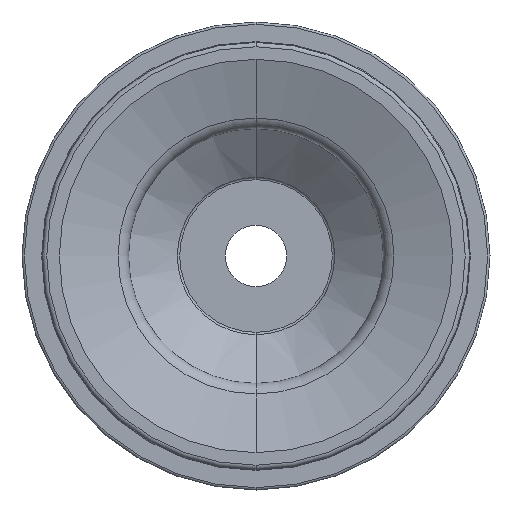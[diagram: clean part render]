
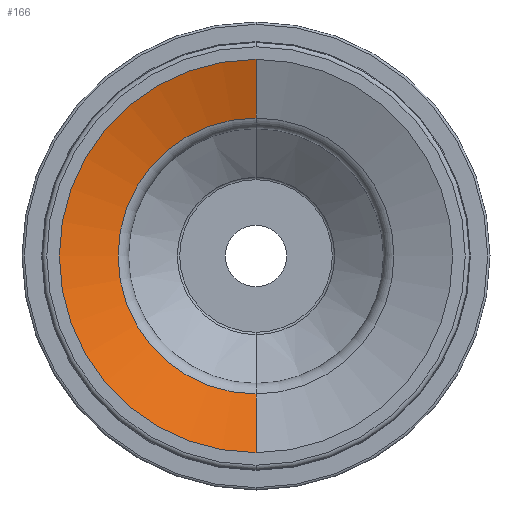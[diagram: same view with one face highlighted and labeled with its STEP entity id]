
A CAD part, front view. The second image highlights one B-rep face of the part: STEP entity #166.
In plain terms, the highlighted conical face has half-angle 70.703 degrees and reference radius 25 mm.
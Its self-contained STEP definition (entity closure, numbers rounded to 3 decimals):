
#166=ADVANCED_FACE('',(#412),#413,.F.);
#412=FACE_OUTER_BOUND('',#742,.T.);
#413=CONICAL_SURFACE('',#743,25.0,1.234);
#742=EDGE_LOOP('',(#4919,#4920,#4921,#4922));
#743=AXIS2_PLACEMENT_3D('',#4923,#4924,#4925);
#4919=ORIENTED_EDGE('',*,*,#5568,.T.);
#4920=ORIENTED_EDGE('',*,*,#5662,.T.);
#4921=ORIENTED_EDGE('',*,*,#5663,.F.);
#4922=ORIENTED_EDGE('',*,*,#5664,.F.);
#4923=CARTESIAN_POINT('',(0.0,-36.5,0.0));
#4924=DIRECTION('',(0.0,-1.0,-0.0));
#4925=DIRECTION('',(0.0,0.0,-1.0));
#5568=EDGE_CURVE('',#5915,#5919,#5921,.T.);
#5662=EDGE_CURVE('',#5919,#6074,#6075,.T.);
#5663=EDGE_CURVE('',#6076,#6074,#6077,.T.);
#5664=EDGE_CURVE('',#5915,#6076,#6078,.T.);
#5915=VERTEX_POINT('',#6408);
#5919=VERTEX_POINT('',#6412);
#5921=CIRCLE('',#6414,17.539);
#6074=VERTEX_POINT('',#6618);
#6075=LINE('',#6619,#6620);
#6076=VERTEX_POINT('',#6621);
#6077=CIRCLE('',#6622,25.0);
#6078=LINE('',#6623,#6624);
#6408=CARTESIAN_POINT('',(0.,-33.888,-17.539));
#6412=CARTESIAN_POINT('',(0.0,-33.888,17.539));
#6414=AXIS2_PLACEMENT_3D('',#8551,#8552,#8553);
#6618=CARTESIAN_POINT('',(0.,-36.5,25.0));
#6619=CARTESIAN_POINT('',(0.,-36.5,25.0));
#6620=VECTOR('',#8710,1000.0);
#6621=CARTESIAN_POINT('',(0.0,-36.5,-25.0));
#6622=AXIS2_PLACEMENT_3D('',#8711,#8712,#8713);
#6623=CARTESIAN_POINT('',(0.0,-36.5,-25.0));
#6624=VECTOR('',#8714,1000.0);
#8551=CARTESIAN_POINT('',(0.0,-33.888,0.0));
#8552=DIRECTION('',(0.0,1.0,0.0));
#8553=DIRECTION('',(0.0,0.0,1.0));
#8710=DIRECTION('',(0.,-0.33,0.944));
#8711=CARTESIAN_POINT('',(0.0,-36.5,0.0));
#8712=DIRECTION('',(0.0,1.0,0.0));
#8713=DIRECTION('',(0.0,0.0,1.0));
#8714=DIRECTION('',(0.0,-0.33,-0.944));
